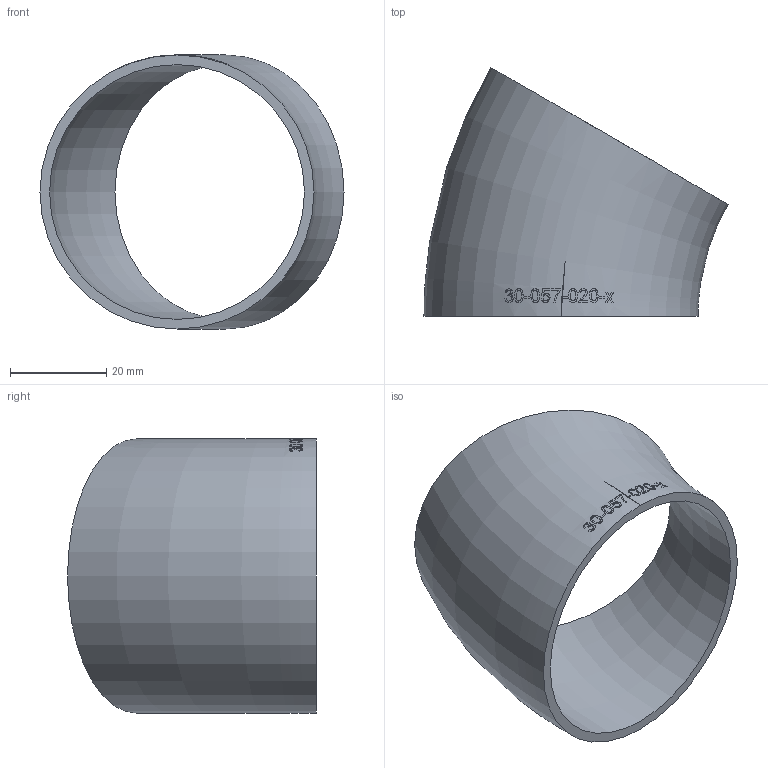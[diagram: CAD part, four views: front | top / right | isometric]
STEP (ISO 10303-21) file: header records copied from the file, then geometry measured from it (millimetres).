
FILE_DESCRIPTION (( 'STEP AP214' ), '1' );
FILE_NAME ('30-057-020-x Bogen 2004.STEP', '2020-04-21T11:20:07', ( '' ), ( '' ), 'SwSTEP 2.0', 'SolidWorks 2019', '' );
FILE_SCHEMA (( 'AUTOMOTIVE_DESIGN' ));
Length unit declared in the file: millimetre
Products named in the file (1): 30-057-020-x Bogen 2004
Bounding box: 63.23 x 51.75 x 57 mm (x, y, z)
Volume: 13570 mm3; surface area: 14266.3 mm2
Topology: 1 solids, 1 shells, 141 faces, 370 edges, 247 vertices
Faces by surface type: bspline 121, torus 18, plane 2
Entity records: 18996 total; most frequent: CARTESIAN_POINT 15102, ORIENTED_EDGE 734, EDGE_CURVE 367, B_SPLINE_CURVE_WITH_KNOTS 363, VERTEX_POINT 246, EDGE_LOOP 161, FACE_OUTER_BOUND 143, ADVANCED_FACE 141
